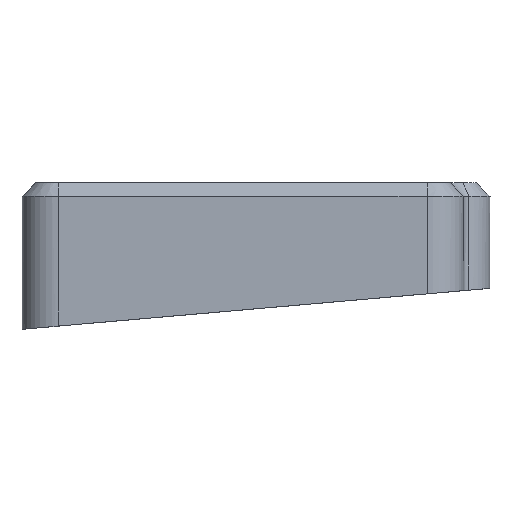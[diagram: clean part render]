
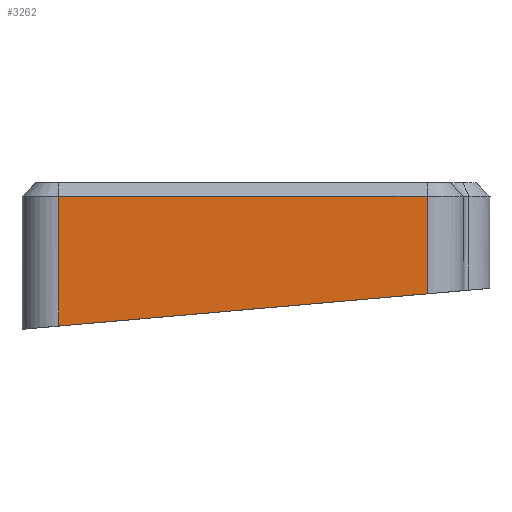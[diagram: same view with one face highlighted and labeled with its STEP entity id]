
A CAD part, left-side view. The second image highlights one B-rep face of the part: STEP entity #3262.
In plain terms, the highlighted planar face has unit normal (-1, 0, 0).
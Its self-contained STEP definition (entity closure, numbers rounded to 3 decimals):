
#502=FACE_OUTER_BOUND('',#704,.T.);
#704=EDGE_LOOP('',(#2996,#2997,#2998,#2999));
#764=LINE('',#4824,#1056);
#808=LINE('',#4960,#1100);
#996=LINE('',#5641,#1288);
#997=LINE('',#5643,#1289);
#1056=VECTOR('',#3777,10.);
#1100=VECTOR('',#3881,10.);
#1288=VECTOR('',#4649,10.);
#1289=VECTOR('',#4652,10.);
#1349=VERTEX_POINT('',#4821);
#1350=VERTEX_POINT('',#4823);
#1410=VERTEX_POINT('',#4952);
#1412=VERTEX_POINT('',#4958);
#1669=EDGE_CURVE('',#1350,#1349,#764,.T.);
#1738=EDGE_CURVE('',#1412,#1410,#808,.T.);
#2060=EDGE_CURVE('',#1350,#1412,#996,.T.);
#2061=EDGE_CURVE('',#1410,#1349,#997,.T.);
#2996=ORIENTED_EDGE('',*,*,#1738,.F.);
#2997=ORIENTED_EDGE('',*,*,#2060,.F.);
#2998=ORIENTED_EDGE('',*,*,#1669,.T.);
#2999=ORIENTED_EDGE('',*,*,#2061,.F.);
#3079=PLANE('',#3637);
#3262=ADVANCED_FACE('',(#502),#3079,.T.);
#3637=AXIS2_PLACEMENT_3D('',#5642,#4650,#4651);
#3777=DIRECTION('',(0.,-0.996,0.087));
#3881=DIRECTION('',(0.,-1.,0.));
#4649=DIRECTION('',(0.,0.,1.));
#4650=DIRECTION('center_axis',(-1.,0.,0.));
#4651=DIRECTION('ref_axis',(0.,-1.,0.));
#4652=DIRECTION('',(0.,0.,-1.));
#4821=CARTESIAN_POINT('',(34.95,-123.977,-9.6));
#4823=CARTESIAN_POINT('',(34.95,-43.775,-16.617));
#4824=CARTESIAN_POINT('',(34.95,-87.771,-12.767));
#4952=CARTESIAN_POINT('',(34.95,-123.977,11.6));
#4958=CARTESIAN_POINT('',(34.95,-43.775,11.6));
#4960=CARTESIAN_POINT('',(34.95,-71.704,11.6));
#5641=CARTESIAN_POINT('',(34.95,-43.775,6.6));
#5642=CARTESIAN_POINT('Origin',(34.95,-35.775,6.6));
#5643=CARTESIAN_POINT('',(34.95,-123.977,0.));
